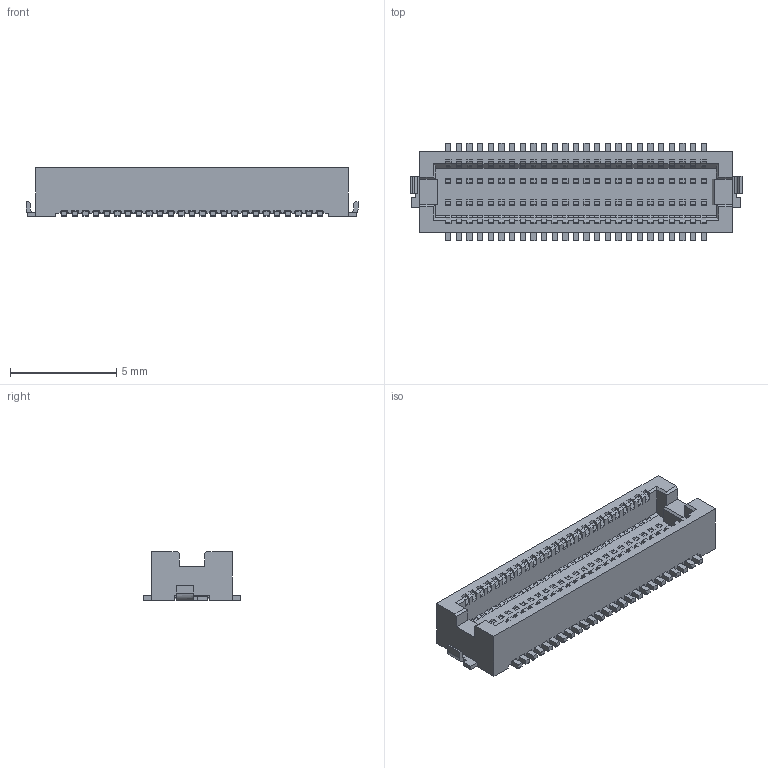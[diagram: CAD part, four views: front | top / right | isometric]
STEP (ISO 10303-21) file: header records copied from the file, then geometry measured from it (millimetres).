
FILE_DESCRIPTION(('Creo Elements/Direct Modeling STEP Export'),'2;1');
FILE_NAME('DF12NB(3.0)-50DP.stp','2020-09-17T20:40:36',(''),(''),'Creo Elements/Direct Modeling STEP processor for AP214 (Solid Model)','Creo Elements/Direct Modeling 19.0F 14-Feb-2017 (C) Parametric Technology GmbH','');
FILE_SCHEMA(('AUTOMOTIVE_DESIGN { 1 0 10303 214 1 1 1 1 }'));
Products named in the file (3): DF12NB_3_0_-50DP_PRT.PRT; DF12NB_3_0_-50DP_STP.ASM; DF12NB_3_0_-50DP.stp
Assembly tree (2 placements, depth 3):
  DF12NB_3_0_-50DP.stp
    DF12NB_3_0_-50DP_STP.ASM
      DF12NB_3_0_-50DP_PRT.PRT
Bounding box: 15.6 x 4.6 x 2.3 mm (x, y, z)
Volume: 72 mm3; surface area: 378.6 mm2
Topology: 1 solids, 1 shells, 2604 faces, 7422 edges, 4872 vertices
Faces by surface type: plane 2246, cylinder 358
Entity records: 83428 total; most frequent: CARTESIAN_POINT 14901, ORIENTED_EDGE 14844, DIRECTION 13354, EDGE_CURVE 7422, VECTOR 6704, LINE 6704, VERTEX_POINT 4872, AXIS2_PLACEMENT_3D 3325
